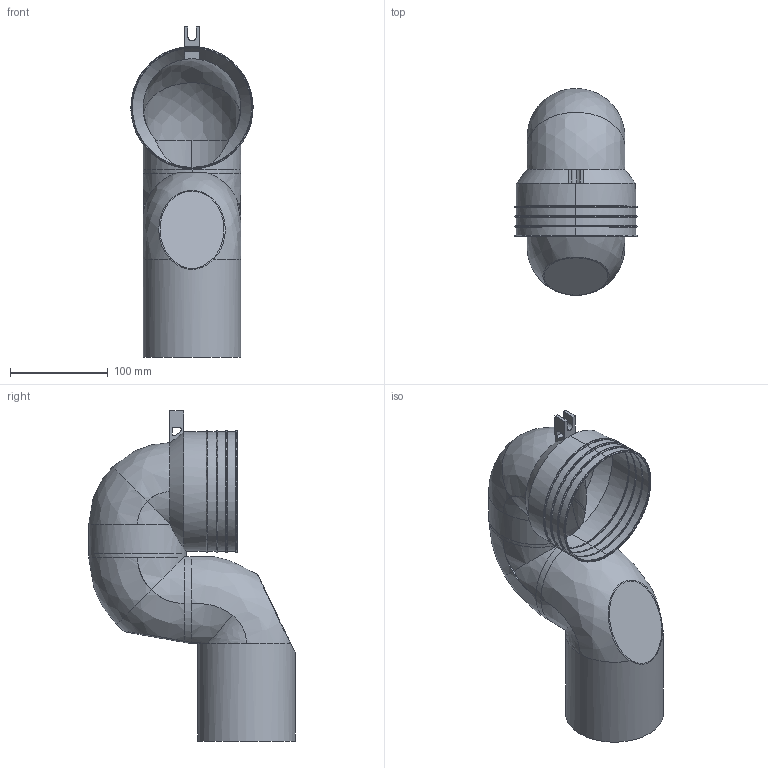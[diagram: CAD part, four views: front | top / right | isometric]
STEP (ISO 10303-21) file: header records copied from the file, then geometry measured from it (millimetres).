
FILE_DESCRIPTION(/* description */ (''),/* implementation_level */ '2;1');
FILE_NAME(/* name */ '870100_Vario_Drain_Bend_Large.stp',/* time_stamp */ '2017-08-23T09:38:25+02:00',/* author */ (''),/* organization */ (''),/* preprocessor_version */ 'ST-DEVELOPER v16',/* originating_system */ 'SIEMENS PLM Software NX 10.0',/* authorisation */ '');
FILE_SCHEMA (('AUTOMOTIVE_DESIGN { 1 0 10303 214 3 1 1 1 }'));
Length unit declared in the file: millimetre
Products named in the file (1): weil27FCC07B4ntu
Bounding box: 124.86 x 211.25 x 337.5 mm (x, y, z)
Surface area: 139130 mm2 (no closed solid volume)
Topology: 0 solids, 1 shells, 86 faces, 312 edges, 227 vertices
Faces by surface type: bspline 84, cylinder 1, plane 1
Full cylindrical faces by diameter (mm): 100 x1
Entity records: 8217 total; most frequent: CARTESIAN_POINT 5763, ORIENTED_EDGE 588, EDGE_CURVE 309, B_SPLINE_CURVE_WITH_KNOTS 306, VERTEX_POINT 227, EDGE_LOOP 97, PRESENTATION_STYLE_ASSIGNMENT 87, SURFACE_STYLE_USAGE 87
